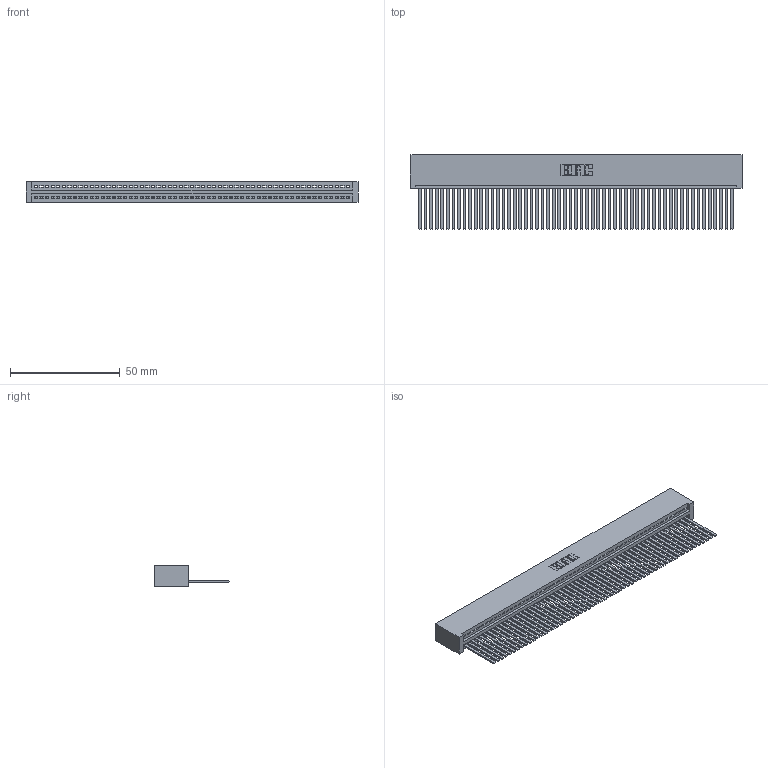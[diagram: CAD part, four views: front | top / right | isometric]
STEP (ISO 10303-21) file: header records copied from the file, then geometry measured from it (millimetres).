
FILE_DESCRIPTION (( 'STEP AP203' ), '1' );
FILE_NAME ('345-057-544-101.STEP', '2018-09-21T10:55:39', ( '' ), ( '' ), 'SwSTEP 2.0', 'SolidWorks 2016', '' );
FILE_SCHEMA (( 'CONFIG_CONTROL_DESIGN' ));
Length unit declared in the file: inch
Products named in the file (3): 345 Part_No Mounting Lugs; 345-292-001_345-293-144; 345-057-544-101
Assembly tree (58 placements, depth 2):
  345-057-544-101
    345 Part_No Mounting Lugs
    345-292-001_345-293-144  x57
Bounding box: 151.38 x 33.96 x 9.4 mm (x, y, z)
Volume: 15746 mm3; surface area: 23300.8 mm2
Topology: 58 solids, 58 shells, 3082 faces, 9323 edges, 6138 vertices
Faces by surface type: plane 2128, cylinder 954
Entity records: 40419 total; most frequent: CARTESIAN_POINT 7007, ORIENTED_EDGE 6998, DIRECTION 6089, EDGE_CURVE 3499, VECTOR 3151, LINE 3151, VERTEX_POINT 2330, AXIS2_PLACEMENT_3D 1469
